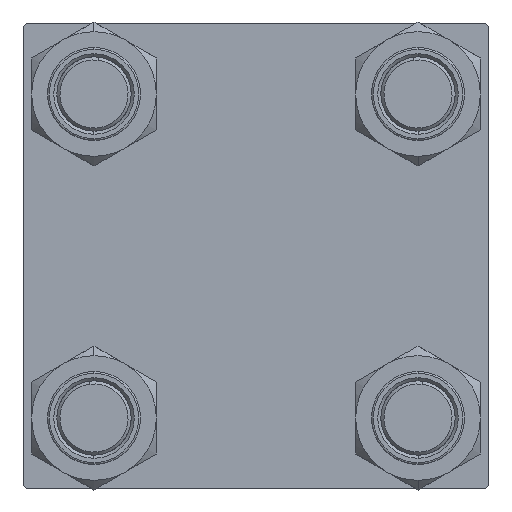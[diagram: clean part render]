
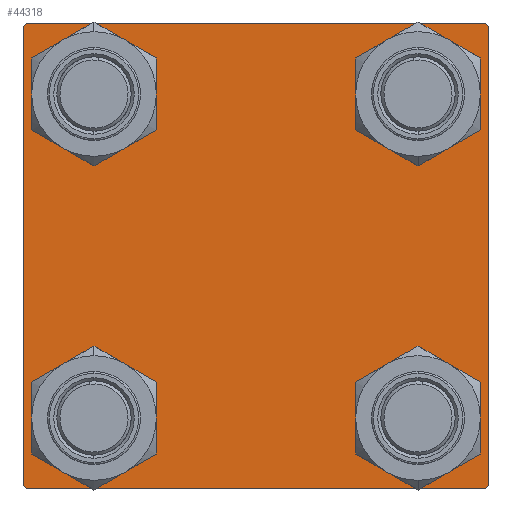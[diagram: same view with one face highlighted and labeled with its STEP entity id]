
A CAD part, left-side view. The second image highlights one B-rep face of the part: STEP entity #44318.
In plain terms, the highlighted planar face has unit normal (-1, 0, 0).
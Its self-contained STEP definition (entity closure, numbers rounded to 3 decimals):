
#39 = CARTESIAN_POINT ( 'NONE',  ( 0., 26.15, 26.15 ) ) ;
#546 = CARTESIAN_POINT ( 'NONE',  ( 0., -37., -37.5 ) ) ;
#1231 = ORIENTED_EDGE ( 'NONE', *, *, #11217, .T. ) ;
#1297 = EDGE_LOOP ( 'NONE', ( #13653, #28686 ) ) ;
#1809 = CARTESIAN_POINT ( 'NONE',  ( 0., 37.25, 37.25 ) ) ;
#1865 = DIRECTION ( 'NONE',  ( 1., 0., 0. ) ) ;
#2258 = FACE_OUTER_BOUND ( 'NONE', #34093, .T. ) ;
#2393 = DIRECTION ( 'NONE',  ( 0., 0., 1. ) ) ;
#2438 = LINE ( 'NONE', #14393, #10304 ) ;
#2723 = EDGE_CURVE ( 'NONE', #7377, #41754, #7237, .T. ) ;
#2728 = ORIENTED_EDGE ( 'NONE', *, *, #2787, .T. ) ;
#2762 = DIRECTION ( 'NONE',  ( 0., 0., 1. ) ) ;
#2787 = EDGE_CURVE ( 'NONE', #35625, #33404, #12898, .T. ) ;
#2903 = ORIENTED_EDGE ( 'NONE', *, *, #26806, .F. ) ;
#2953 = CARTESIAN_POINT ( 'NONE',  ( 0., 37.25, -37.25 ) ) ;
#3100 = CARTESIAN_POINT ( 'NONE',  ( 0., -26.15, -26.15 ) ) ;
#3724 = CARTESIAN_POINT ( 'NONE',  ( 0., 37.5, 37.5 ) ) ;
#4350 = CARTESIAN_POINT ( 'NONE',  ( 0., 26.15, -19.65 ) ) ;
#4996 = CARTESIAN_POINT ( 'NONE',  ( 0., 26.15, 19.65 ) ) ;
#5182 = CARTESIAN_POINT ( 'NONE',  ( 0., -26.15, -26.15 ) ) ;
#5723 = CARTESIAN_POINT ( 'NONE',  ( 0., 26.15, 26.15 ) ) ;
#6325 = FACE_BOUND ( 'NONE', #1297, .T. ) ;
#6422 = DIRECTION ( 'NONE',  ( 1., 0., 0. ) ) ;
#7051 = VECTOR ( 'NONE', #17327, 1000. ) ;
#7237 = CIRCLE ( 'NONE', #13705, 6.5 ) ;
#7377 = VERTEX_POINT ( 'NONE', #4350 ) ;
#7672 = DIRECTION ( 'NONE',  ( 1., 0., 0. ) ) ;
#9082 = CIRCLE ( 'NONE', #34306, 6.5 ) ;
#9159 = CIRCLE ( 'NONE', #37595, 6.5 ) ;
#9560 = VECTOR ( 'NONE', #42156, 1000. ) ;
#10232 = VERTEX_POINT ( 'NONE', #546 ) ;
#10304 = VECTOR ( 'NONE', #28923, 1000. ) ;
#10414 = CARTESIAN_POINT ( 'NONE',  ( 0., -37.25, -37.25 ) ) ;
#10646 = DIRECTION ( 'NONE',  ( -1., 0., 0. ) ) ;
#10975 = DIRECTION ( 'NONE',  ( 1., 0., 0. ) ) ;
#11141 = VERTEX_POINT ( 'NONE', #41352 ) ;
#11217 = EDGE_CURVE ( 'NONE', #36593, #10232, #23047, .T. ) ;
#11257 = ORIENTED_EDGE ( 'NONE', *, *, #25415, .T. ) ;
#11984 = CARTESIAN_POINT ( 'NONE',  ( 0., 26.15, -32.65 ) ) ;
#12070 = CARTESIAN_POINT ( 'NONE',  ( 0., 37.5, -37.5 ) ) ;
#12161 = CIRCLE ( 'NONE', #36526, 6.5 ) ;
#12274 = AXIS2_PLACEMENT_3D ( 'NONE', #38222, #6422, #30366 ) ;
#12348 = EDGE_CURVE ( 'NONE', #25549, #36593, #25884, .T. ) ;
#12898 = CIRCLE ( 'NONE', #48662, 6.5 ) ;
#13509 = DIRECTION ( 'NONE',  ( 0., 0., 1. ) ) ;
#13553 = CARTESIAN_POINT ( 'NONE',  ( 0., -26.15, -32.65 ) ) ;
#13653 = ORIENTED_EDGE ( 'NONE', *, *, #21347, .T. ) ;
#13705 = AXIS2_PLACEMENT_3D ( 'NONE', #16181, #43150, #16427 ) ;
#13982 = EDGE_CURVE ( 'NONE', #33404, #35625, #9082, .T. ) ;
#13983 = LINE ( 'NONE', #10414, #22476 ) ;
#14354 = ORIENTED_EDGE ( 'NONE', *, *, #12348, .T. ) ;
#14393 = CARTESIAN_POINT ( 'NONE',  ( 0., -37.25, 37.25 ) ) ;
#14984 = VERTEX_POINT ( 'NONE', #20202 ) ;
#15333 = EDGE_LOOP ( 'NONE', ( #29702, #19142 ) ) ;
#15518 = CARTESIAN_POINT ( 'NONE',  ( 0., -37.5, 37. ) ) ;
#16181 = CARTESIAN_POINT ( 'NONE',  ( 0., 26.15, -26.15 ) ) ;
#16427 = DIRECTION ( 'NONE',  ( 0., 0., 1. ) ) ;
#16572 = EDGE_CURVE ( 'NONE', #48846, #17965, #9159, .T. ) ;
#17327 = DIRECTION ( 'NONE',  ( 0., 0.707, -0.707 ) ) ;
#17782 = PLANE ( 'NONE',  #48981 ) ;
#17965 = VERTEX_POINT ( 'NONE', #26058 ) ;
#18445 = ORIENTED_EDGE ( 'NONE', *, *, #2723, .T. ) ;
#18492 = LINE ( 'NONE', #45195, #28270 ) ;
#19142 = ORIENTED_EDGE ( 'NONE', *, *, #31766, .T. ) ;
#19900 = DIRECTION ( 'NONE',  ( 0., 0., 1. ) ) ;
#20202 = CARTESIAN_POINT ( 'NONE',  ( 0., -37.5, -37. ) ) ;
#20310 = CARTESIAN_POINT ( 'NONE',  ( 0., -37., 37.5 ) ) ;
#21240 = VECTOR ( 'NONE', #34261, 1000. ) ;
#21347 = EDGE_CURVE ( 'NONE', #11141, #24251, #29842, .T. ) ;
#21409 = EDGE_LOOP ( 'NONE', ( #18445, #33296 ) ) ;
#21504 = ORIENTED_EDGE ( 'NONE', *, *, #49520, .T. ) ;
#21617 = FACE_BOUND ( 'NONE', #33418, .T. ) ;
#22476 = VECTOR ( 'NONE', #40955, 1000. ) ;
#23047 = LINE ( 'NONE', #12070, #48790 ) ;
#23770 = CIRCLE ( 'NONE', #39991, 6.5 ) ;
#24251 = VERTEX_POINT ( 'NONE', #13553 ) ;
#24991 = LINE ( 'NONE', #1809, #7051 ) ;
#25251 = ORIENTED_EDGE ( 'NONE', *, *, #45762, .T. ) ;
#25415 = EDGE_CURVE ( 'NONE', #31144, #44545, #24991, .T. ) ;
#25549 = VERTEX_POINT ( 'NONE', #37158 ) ;
#25697 = VECTOR ( 'NONE', #29393, 1000. ) ;
#25884 = LINE ( 'NONE', #2953, #21240 ) ;
#26058 = CARTESIAN_POINT ( 'NONE',  ( 0., -26.15, 19.65 ) ) ;
#26093 = CIRCLE ( 'NONE', #12274, 6.5 ) ;
#26806 = EDGE_CURVE ( 'NONE', #36609, #14984, #18492, .T. ) ;
#27815 = EDGE_CURVE ( 'NONE', #31144, #48234, #49805, .T. ) ;
#28270 = VECTOR ( 'NONE', #41889, 1000. ) ;
#28321 = CARTESIAN_POINT ( 'NONE',  ( 0., -26.15, 32.65 ) ) ;
#28686 = ORIENTED_EDGE ( 'NONE', *, *, #41534, .T. ) ;
#28898 = CARTESIAN_POINT ( 'NONE',  ( 0., -26.15, 26.15 ) ) ;
#28923 = DIRECTION ( 'NONE',  ( 0., 0.707, 0.707 ) ) ;
#29075 = CARTESIAN_POINT ( 'NONE',  ( 0., 26.15, 32.65 ) ) ;
#29393 = DIRECTION ( 'NONE',  ( 0., 0., -1. ) ) ;
#29702 = ORIENTED_EDGE ( 'NONE', *, *, #16572, .T. ) ;
#29842 = CIRCLE ( 'NONE', #34697, 6.5 ) ;
#29998 = ORIENTED_EDGE ( 'NONE', *, *, #48250, .T. ) ;
#30141 = ORIENTED_EDGE ( 'NONE', *, *, #27815, .F. ) ;
#30191 = ORIENTED_EDGE ( 'NONE', *, *, #13982, .T. ) ;
#30366 = DIRECTION ( 'NONE',  ( 0., 0., 1. ) ) ;
#30406 = CARTESIAN_POINT ( 'NONE',  ( 0., 37., 37.5 ) ) ;
#31144 = VERTEX_POINT ( 'NONE', #30406 ) ;
#31766 = EDGE_CURVE ( 'NONE', #17965, #48846, #12161, .T. ) ;
#32929 = CARTESIAN_POINT ( 'NONE',  ( 0., 37.5, 37.5 ) ) ;
#33296 = ORIENTED_EDGE ( 'NONE', *, *, #34919, .T. ) ;
#33404 = VERTEX_POINT ( 'NONE', #29075 ) ;
#33418 = EDGE_LOOP ( 'NONE', ( #30191, #2728 ) ) ;
#34093 = EDGE_LOOP ( 'NONE', ( #21504, #14354, #1231, #25251, #2903, #29998, #30141, #11257 ) ) ;
#34261 = DIRECTION ( 'NONE',  ( 0., -0.707, -0.707 ) ) ;
#34306 = AXIS2_PLACEMENT_3D ( 'NONE', #39, #7672, #19900 ) ;
#34697 = AXIS2_PLACEMENT_3D ( 'NONE', #5182, #1865, #48177 ) ;
#34901 = DIRECTION ( 'NONE',  ( 0., 0., 1. ) ) ;
#34919 = EDGE_CURVE ( 'NONE', #41754, #7377, #26093, .T. ) ;
#35625 = VERTEX_POINT ( 'NONE', #4996 ) ;
#36037 = DIRECTION ( 'NONE',  ( 1., 0., 0. ) ) ;
#36526 = AXIS2_PLACEMENT_3D ( 'NONE', #40752, #36676, #13509 ) ;
#36593 = VERTEX_POINT ( 'NONE', #37893 ) ;
#36609 = VERTEX_POINT ( 'NONE', #15518 ) ;
#36676 = DIRECTION ( 'NONE',  ( 1., 0., 0. ) ) ;
#36995 = DIRECTION ( 'NONE',  ( 1., 0., 0. ) ) ;
#37158 = CARTESIAN_POINT ( 'NONE',  ( 0., 37.5, -37. ) ) ;
#37595 = AXIS2_PLACEMENT_3D ( 'NONE', #28898, #36037, #47733 ) ;
#37745 = LINE ( 'NONE', #32929, #25697 ) ;
#37893 = CARTESIAN_POINT ( 'NONE',  ( 0., 37., -37.5 ) ) ;
#38222 = CARTESIAN_POINT ( 'NONE',  ( 0., 26.15, -26.15 ) ) ;
#38540 = DIRECTION ( 'NONE',  ( 0., -1., 0. ) ) ;
#39991 = AXIS2_PLACEMENT_3D ( 'NONE', #3100, #10975, #34901 ) ;
#40752 = CARTESIAN_POINT ( 'NONE',  ( 0., -26.15, 26.15 ) ) ;
#40955 = DIRECTION ( 'NONE',  ( 0., -0.707, 0.707 ) ) ;
#41352 = CARTESIAN_POINT ( 'NONE',  ( 0., -26.15, -19.65 ) ) ;
#41534 = EDGE_CURVE ( 'NONE', #24251, #11141, #23770, .T. ) ;
#41754 = VERTEX_POINT ( 'NONE', #11984 ) ;
#41889 = DIRECTION ( 'NONE',  ( 0., 0., -1. ) ) ;
#42156 = DIRECTION ( 'NONE',  ( 0., -1., 0. ) ) ;
#42640 = CARTESIAN_POINT ( 'NONE',  ( 0., 37.5, 37. ) ) ;
#43150 = DIRECTION ( 'NONE',  ( 1., 0., 0. ) ) ;
#44318 = ADVANCED_FACE ( 'NONE', ( #46009, #6325, #49587, #21617, #2258 ), #17782, .T. ) ;
#44545 = VERTEX_POINT ( 'NONE', #42640 ) ;
#45195 = CARTESIAN_POINT ( 'NONE',  ( 0., -37.5, 37.5 ) ) ;
#45510 = CARTESIAN_POINT ( 'NONE',  ( 0., 0., 0. ) ) ;
#45762 = EDGE_CURVE ( 'NONE', #10232, #14984, #13983, .T. ) ;
#46009 = FACE_BOUND ( 'NONE', #15333, .T. ) ;
#47733 = DIRECTION ( 'NONE',  ( 0., 0., 1. ) ) ;
#48177 = DIRECTION ( 'NONE',  ( 0., 0., 1. ) ) ;
#48234 = VERTEX_POINT ( 'NONE', #20310 ) ;
#48250 = EDGE_CURVE ( 'NONE', #36609, #48234, #2438, .T. ) ;
#48662 = AXIS2_PLACEMENT_3D ( 'NONE', #5723, #36995, #2393 ) ;
#48790 = VECTOR ( 'NONE', #38540, 1000. ) ;
#48846 = VERTEX_POINT ( 'NONE', #28321 ) ;
#48981 = AXIS2_PLACEMENT_3D ( 'NONE', #45510, #10646, #2762 ) ;
#49520 = EDGE_CURVE ( 'NONE', #44545, #25549, #37745, .T. ) ;
#49587 = FACE_BOUND ( 'NONE', #21409, .T. ) ;
#49805 = LINE ( 'NONE', #3724, #9560 ) ;
